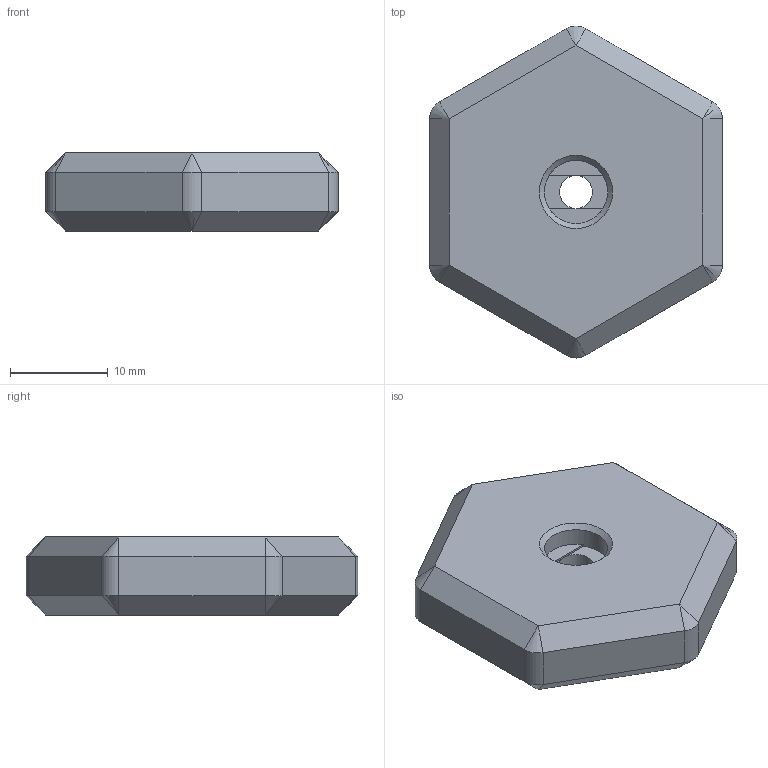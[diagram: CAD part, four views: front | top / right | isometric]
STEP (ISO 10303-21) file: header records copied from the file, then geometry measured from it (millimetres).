
FILE_DESCRIPTION(/* description */ (''),/* implementation_level */ '2;1');
FILE_NAME(/* name */ 'knob2 v1.step',/* time_stamp */ '2022-01-14T14:14:13-05:00',/* author */ (''),/* organization */ (''),/* preprocessor_version */ 'ST-DEVELOPER v18.1',/* originating_system */ 'Autodesk Translation Framework v10.10.0.1391',/* authorisation */ '');
FILE_SCHEMA (('AUTOMOTIVE_DESIGN { 1 0 10303 214 3 1 1 }'));
Length unit declared in the file: millimetre
Products named in the file (1): knob2
Bounding box: 30 x 34.02 x 8 mm (x, y, z)
Volume: 5650.4 mm3; surface area: 2228.5 mm2
Topology: 1 solids, 1 shells, 60 faces, 138 edges, 69 vertices
Faces by surface type: plane 39, cone 13, cylinder 8
Full cylindrical faces by diameter (mm): 3.4 x1, 6.5 x1
Entity records: 1570 total; most frequent: DIRECTION 271, CARTESIAN_POINT 256, ORIENTED_EDGE 252, EDGE_CURVE 126, LINE 103, VECTOR 103, AXIS2_PLACEMENT_3D 84, VERTEX_POINT 69
